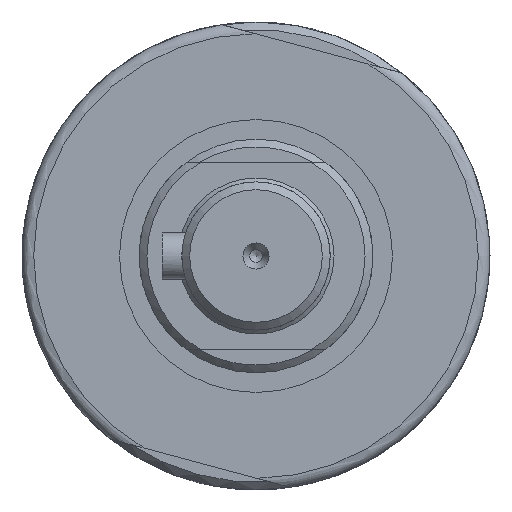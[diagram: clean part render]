
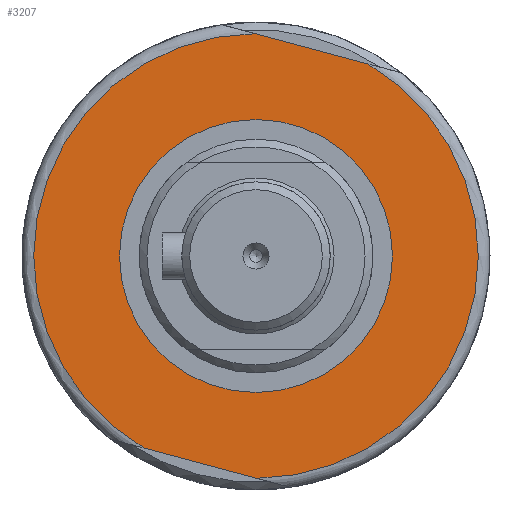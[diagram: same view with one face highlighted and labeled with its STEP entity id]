
A CAD part, left-side view. The second image highlights one B-rep face of the part: STEP entity #3207.
In plain terms, the highlighted planar face has unit normal (-1, 0, 0).
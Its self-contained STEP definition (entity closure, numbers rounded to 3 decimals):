
#855=CARTESIAN_POINT('',(44.,-0.111,-28.5));
#856=VERTEX_POINT('',#855);
#885=CARTESIAN_POINT('',(44.,14.346,-24.626));
#886=VERTEX_POINT('',#885);
#887=CARTESIAN_POINT('',(44.,14.346,-24.626));
#888=DIRECTION('',(0.0,-0.966,-0.259));
#889=VECTOR('',#888,14.967);
#890=LINE('',#887,#889);
#891=EDGE_CURVE('',#886,#856,#890,.T.);
#1001=CARTESIAN_POINT('',(44.,0.111,28.5));
#1002=VERTEX_POINT('',#1001);
#1031=CARTESIAN_POINT('',(44.,-14.346,24.626));
#1032=VERTEX_POINT('',#1031);
#1033=CARTESIAN_POINT('',(44.,-14.346,24.626));
#1034=DIRECTION('',(0.0,0.966,0.259));
#1035=VECTOR('',#1034,14.967);
#1036=LINE('',#1033,#1035);
#1037=EDGE_CURVE('',#1032,#1002,#1036,.T.);
#1142=CARTESIAN_POINT('',(44.,0.,0.0));
#1143=DIRECTION('',(1.0,0.0,0.0));
#1144=DIRECTION('',(0.0,1.0,0.0));
#1145=AXIS2_PLACEMENT_3D('',#1142,#1143,#1144);
#1146=CIRCLE('',#1145,28.5);
#1147=EDGE_CURVE('',#886,#1002,#1146,.T.);
#3172=CARTESIAN_POINT('',(44.0,17.5,0.0));
#3173=VERTEX_POINT('',#3172);
#3174=CARTESIAN_POINT('',(44.,0.,0.0));
#3175=DIRECTION('',(1.0,0.0,0.0));
#3176=DIRECTION('',(0.0,1.0,0.0));
#3177=AXIS2_PLACEMENT_3D('',#3174,#3175,#3176);
#3178=CIRCLE('',#3177,17.5);
#3179=EDGE_CURVE('',#3173,#3173,#3178,.T.);
#3187=CARTESIAN_POINT('',(44.0,23.,0.0));
#3188=DIRECTION('',(-1.0,0.0,0.0));
#3189=DIRECTION('',(0.0,0.0,1.0));
#3190=AXIS2_PLACEMENT_3D('',#3187,#3188,#3189);
#3191=PLANE('',#3190);
#3192=ORIENTED_EDGE('',*,*,#891,.T.);
#3193=CARTESIAN_POINT('',(44.,0.,0.0));
#3194=DIRECTION('',(1.0,0.0,0.0));
#3195=DIRECTION('',(0.0,1.0,0.0));
#3196=AXIS2_PLACEMENT_3D('',#3193,#3194,#3195);
#3197=CIRCLE('',#3196,28.5);
#3198=EDGE_CURVE('',#1032,#856,#3197,.T.);
#3199=ORIENTED_EDGE('',*,*,#3198,.F.);
#3200=ORIENTED_EDGE('',*,*,#1037,.T.);
#3201=ORIENTED_EDGE('',*,*,#1147,.F.);
#3202=EDGE_LOOP('',(#3192,#3199,#3200,#3201));
#3203=FACE_OUTER_BOUND('',#3202,.T.);
#3204=ORIENTED_EDGE('',*,*,#3179,.T.);
#3205=EDGE_LOOP('',(#3204));
#3206=FACE_BOUND('',#3205,.T.);
#3207=ADVANCED_FACE('',(#3203,#3206),#3191,.T.);
